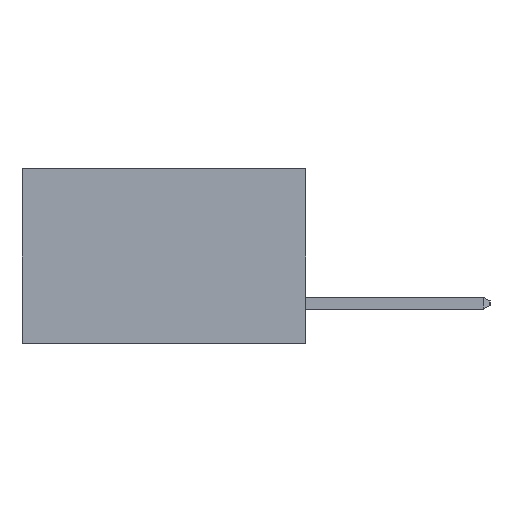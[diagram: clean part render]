
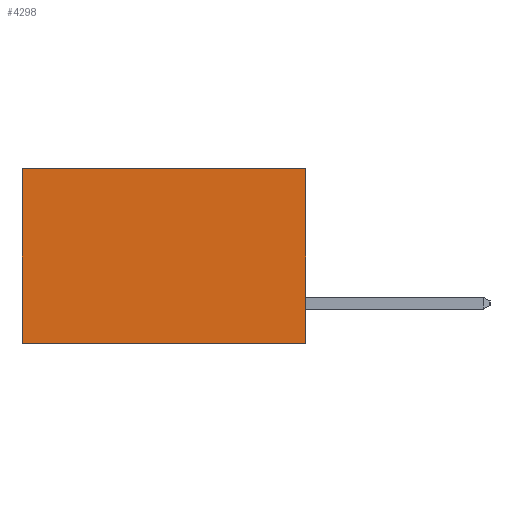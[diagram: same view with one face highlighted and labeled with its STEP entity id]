
A CAD part, left-side view. The second image highlights one B-rep face of the part: STEP entity #4298.
In plain terms, the highlighted planar face has unit normal (-1, 0, 0).
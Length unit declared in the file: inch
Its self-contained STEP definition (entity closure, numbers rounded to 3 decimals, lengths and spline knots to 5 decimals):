
#188 = DIRECTION ( 'NONE',  ( 0., 0., -1. ) ) ;
#308 = AXIS2_PLACEMENT_3D ( 'NONE', #1042, #794, #188 ) ;
#739 = DIRECTION ( 'NONE',  ( 0., 0., -1. ) ) ;
#794 = DIRECTION ( 'NONE',  ( 1., 0., 0. ) ) ;
#891 = PLANE ( 'NONE',  #308 ) ;
#1042 = CARTESIAN_POINT ( 'NONE',  ( 0.2615, 0., -0.37 ) ) ;
#1489 = ORIENTED_EDGE ( 'NONE', *, *, #3320, .F. ) ;
#2062 = LINE ( 'NONE', #5644, #6821 ) ;
#2340 = VERTEX_POINT ( 'NONE', #3032 ) ;
#2583 = VECTOR ( 'NONE', #739, 39.37008 ) ;
#2682 = EDGE_LOOP ( 'NONE', ( #12564, #4945, #1489, #8071 ) ) ;
#2905 = DIRECTION ( 'NONE',  ( 0., 0., -1. ) ) ;
#3032 = CARTESIAN_POINT ( 'NONE',  ( 0.2615, 0., -0.37 ) ) ;
#3104 = CARTESIAN_POINT ( 'NONE',  ( 0.2615, 0., -0.37 ) ) ;
#3320 = EDGE_CURVE ( 'NONE', #8488, #2340, #10725, .T. ) ;
#3791 = CARTESIAN_POINT ( 'NONE',  ( 0.2615, 0.6, -0.37 ) ) ;
#3794 = LINE ( 'NONE', #11468, #9143 ) ;
#4043 = VERTEX_POINT ( 'NONE', #5383 ) ;
#4298 = ADVANCED_FACE ( 'NONE', ( #7326 ), #891, .F. ) ;
#4945 = ORIENTED_EDGE ( 'NONE', *, *, #6792, .F. ) ;
#5383 = CARTESIAN_POINT ( 'NONE',  ( 0.2615, 0.6, -0.37 ) ) ;
#5465 = EDGE_CURVE ( 'NONE', #8488, #8783, #2062, .T. ) ;
#5548 = DIRECTION ( 'NONE',  ( 0., 1., 0. ) ) ;
#5644 = CARTESIAN_POINT ( 'NONE',  ( 0.2615, 0., 0. ) ) ;
#6075 = VECTOR ( 'NONE', #2905, 39.37008 ) ;
#6792 = EDGE_CURVE ( 'NONE', #2340, #4043, #3794, .T. ) ;
#6821 = VECTOR ( 'NONE', #5548, 39.37008 ) ;
#7326 = FACE_OUTER_BOUND ( 'NONE', #2682, .T. ) ;
#8071 = ORIENTED_EDGE ( 'NONE', *, *, #5465, .T. ) ;
#8488 = VERTEX_POINT ( 'NONE', #11193 ) ;
#8783 = VERTEX_POINT ( 'NONE', #9819 ) ;
#9143 = VECTOR ( 'NONE', #11607, 39.37008 ) ;
#9819 = CARTESIAN_POINT ( 'NONE',  ( 0.2615, 0.6, 0. ) ) ;
#10437 = EDGE_CURVE ( 'NONE', #8783, #4043, #11184, .T. ) ;
#10725 = LINE ( 'NONE', #3104, #6075 ) ;
#11184 = LINE ( 'NONE', #3791, #2583 ) ;
#11193 = CARTESIAN_POINT ( 'NONE',  ( 0.2615, 0., 0. ) ) ;
#11468 = CARTESIAN_POINT ( 'NONE',  ( 0.2615, 0., -0.37 ) ) ;
#11607 = DIRECTION ( 'NONE',  ( 0., 1., 0. ) ) ;
#12564 = ORIENTED_EDGE ( 'NONE', *, *, #10437, .T. ) ;
